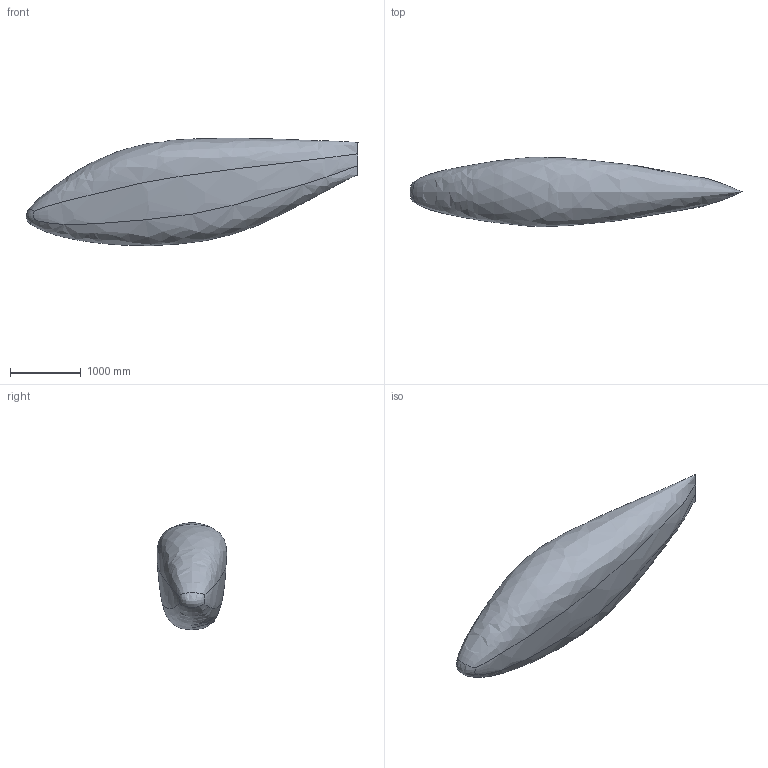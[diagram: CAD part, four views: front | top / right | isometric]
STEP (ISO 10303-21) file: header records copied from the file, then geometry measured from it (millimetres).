
FILE_DESCRIPTION(/* description */ (''),/* implementation_level */ '2;1');
FILE_NAME(/* name */ 'FusTry',/* time_stamp */ '2021-11-23T11:09:34-08:00',/* author */ (''),/* organization */ (''),/* preprocessor_version */ 'ST-DEVELOPER v16.5',/* originating_system */ '',/* authorisation */ '');
FILE_SCHEMA (('CONFIG_CONTROL_DESIGN'));
Length unit declared in the file: metre
Products named in the file (1): Document
Bounding box: 4689.15 x 980.91 x 1518.08 mm (x, y, z)
Surface area: 14269762.3 mm2 (no closed solid volume)
Topology: 0 solids, 1 shells, 5 faces, 12 edges, 8 vertices
Faces by surface type: bspline 5
Entity records: 2255 total; most frequent: CARTESIAN_POINT 2091, ORIENTED_EDGE 20, EDGE_CURVE 12, B_SPLINE_CURVE_WITH_KNOTS 12, VERTEX_POINT 8, ORGANIZATION 7, PERSON_AND_ORGANIZATION 7, ADVANCED_FACE 5
